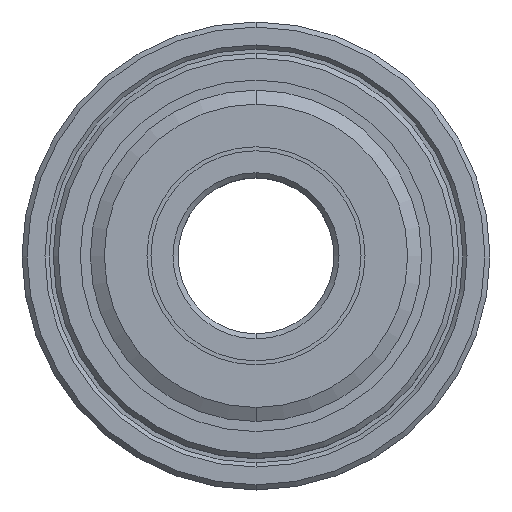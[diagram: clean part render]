
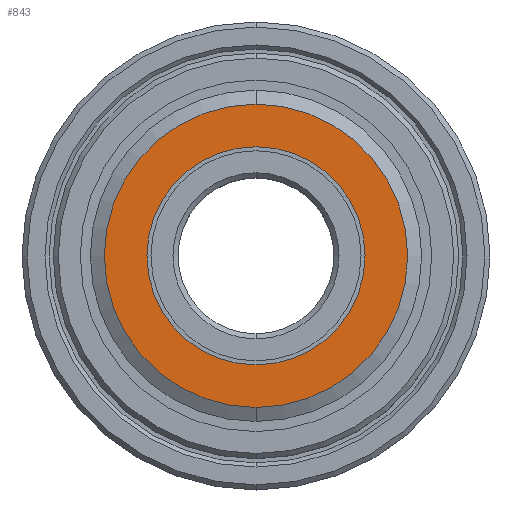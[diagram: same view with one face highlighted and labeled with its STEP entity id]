
A CAD part, top view. The second image highlights one B-rep face of the part: STEP entity #843.
In plain terms, the highlighted planar face has unit normal (0, 0, 1).
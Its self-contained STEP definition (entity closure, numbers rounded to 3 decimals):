
#67 = EDGE_CURVE ( 'NONE', #807, #1840, #2244, .T. ) ;
#103 = DIRECTION ( 'NONE',  ( 0., -1., 0. ) ) ;
#174 = PLANE ( 'NONE',  #1827 ) ;
#326 = DIRECTION ( 'NONE',  ( 0., 0., 1. ) ) ;
#345 = FACE_OUTER_BOUND ( 'NONE', #1929, .T. ) ;
#425 = DIRECTION ( 'NONE',  ( 0., 0., 1. ) ) ;
#468 = CARTESIAN_POINT ( 'NONE',  ( 0., 4.861, 1.87 ) ) ;
#677 = DIRECTION ( 'NONE',  ( 0., -1., 0. ) ) ;
#767 = DIRECTION ( 'NONE',  ( 0., 1., 0. ) ) ;
#807 = VERTEX_POINT ( 'NONE', #468 ) ;
#820 = ORIENTED_EDGE ( 'NONE', *, *, #1924, .F. ) ;
#843 = ADVANCED_FACE ( 'NONE', ( #1414, #345 ), #174, .F. ) ;
#882 = CARTESIAN_POINT ( 'NONE',  ( 0., 0., 1.87 ) ) ;
#981 = DIRECTION ( 'NONE',  ( 0., 0., -1. ) ) ;
#1048 = AXIS2_PLACEMENT_3D ( 'NONE', #882, #425, #677 ) ;
#1067 = CARTESIAN_POINT ( 'NONE',  ( 0., 3.497, 1.87 ) ) ;
#1145 = DIRECTION ( 'NONE',  ( 0., -1., 0. ) ) ;
#1176 = CARTESIAN_POINT ( 'NONE',  ( 0., 4.861, 1.87 ) ) ;
#1241 = EDGE_LOOP ( 'NONE', ( #2285, #820 ) ) ;
#1371 = CARTESIAN_POINT ( 'NONE',  ( 0., -4.861, 1.87 ) ) ;
#1414 = FACE_BOUND ( 'NONE', #1241, .T. ) ;
#1512 = AXIS2_PLACEMENT_3D ( 'NONE', #2346, #2369, #1145 ) ;
#1680 = VERTEX_POINT ( 'NONE', #2657 ) ;
#1718 = EDGE_CURVE ( 'NONE', #1680, #2124, #2208, .T. ) ;
#1827 = AXIS2_PLACEMENT_3D ( 'NONE', #1176, #981, #767 ) ;
#1840 = VERTEX_POINT ( 'NONE', #1371 ) ;
#1896 = AXIS2_PLACEMENT_3D ( 'NONE', #2568, #326, #103 ) ;
#1924 = EDGE_CURVE ( 'NONE', #2124, #1680, #1955, .T. ) ;
#1929 = EDGE_LOOP ( 'NONE', ( #2447, #2309 ) ) ;
#1955 = CIRCLE ( 'NONE', #2299, 3.497 ) ;
#2124 = VERTEX_POINT ( 'NONE', #1067 ) ;
#2208 = CIRCLE ( 'NONE', #1048, 3.497 ) ;
#2244 = CIRCLE ( 'NONE', #1896, 4.861 ) ;
#2253 = DIRECTION ( 'NONE',  ( 0., 0., 1. ) ) ;
#2285 = ORIENTED_EDGE ( 'NONE', *, *, #1718, .F. ) ;
#2299 = AXIS2_PLACEMENT_3D ( 'NONE', #2582, #2253, #2626 ) ;
#2309 = ORIENTED_EDGE ( 'NONE', *, *, #2612, .T. ) ;
#2346 = CARTESIAN_POINT ( 'NONE',  ( 0., 0., 1.87 ) ) ;
#2369 = DIRECTION ( 'NONE',  ( 0., 0., 1. ) ) ;
#2447 = ORIENTED_EDGE ( 'NONE', *, *, #67, .T. ) ;
#2568 = CARTESIAN_POINT ( 'NONE',  ( 0., 0., 1.87 ) ) ;
#2582 = CARTESIAN_POINT ( 'NONE',  ( 0., 0., 1.87 ) ) ;
#2612 = EDGE_CURVE ( 'NONE', #1840, #807, #2666, .T. ) ;
#2626 = DIRECTION ( 'NONE',  ( 0., -1., 0. ) ) ;
#2657 = CARTESIAN_POINT ( 'NONE',  ( 0., -3.497, 1.87 ) ) ;
#2666 = CIRCLE ( 'NONE', #1512, 4.861 ) ;
